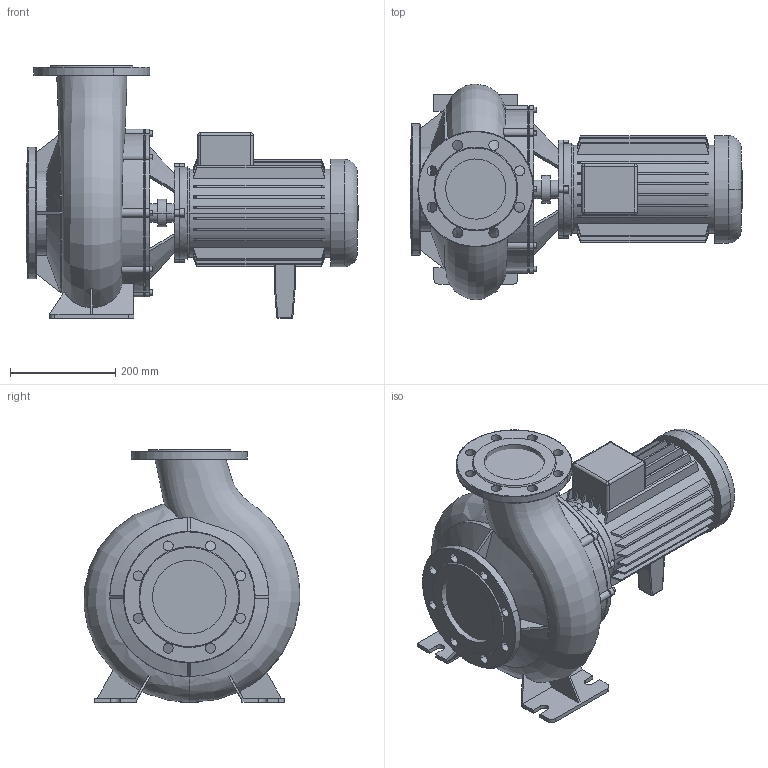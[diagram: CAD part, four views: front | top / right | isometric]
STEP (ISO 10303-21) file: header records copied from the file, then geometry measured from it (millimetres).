
FILE_DESCRIPTION((''),'2;1');
FILE_NAME('3d_BM100_185-5_5_4-2096604.stp','2011-01-26T14:43:34',(''),(''),'Mechanical Desktop 2008','Mechanical Desktop 2008',', , ');
FILE_SCHEMA(('CONFIG_CONTROL_DESIGN'));
Length unit declared in the file: millimetre
Products named in the file (1): Product
Bounding box: 630.5 x 409.5 x 480 mm (x, y, z)
Volume: 31196706.6 mm3; surface area: 1523765.6 mm2
Topology: 11 solids, 11 shells, 642 faces, 1665 edges, 1071 vertices
Faces by surface type: plane 285, bspline 176, cylinder 127, cone 44, sphere 8, torus 2
Entity records: 28675 total; most frequent: CARTESIAN_POINT 13650, ORIENTED_EDGE 3314, DIRECTION 2834, EDGE_CURVE 1657, VERTEX_POINT 1071, AXIS2_PLACEMENT_3D 969, VECTOR 896, LINE 896
